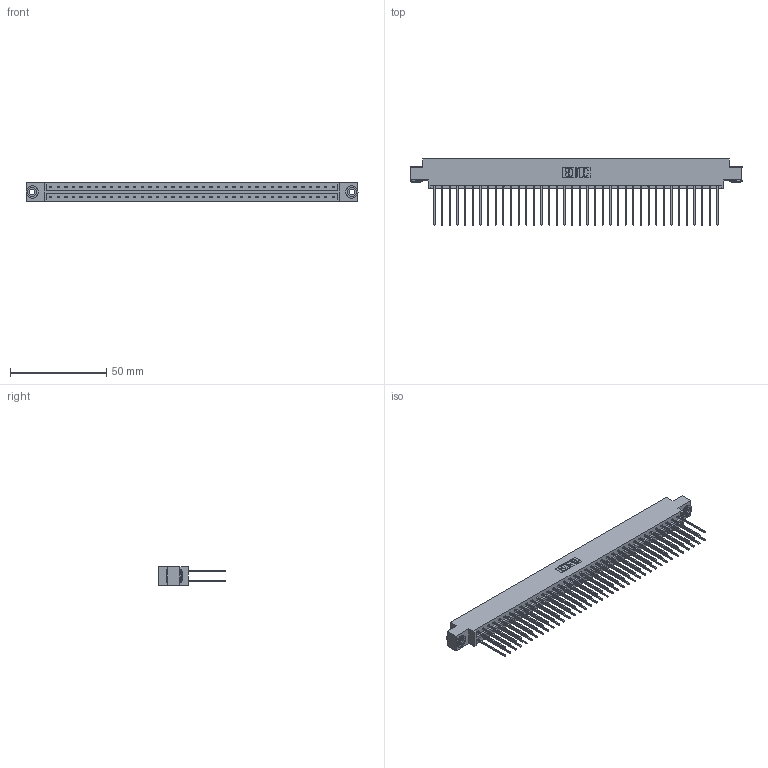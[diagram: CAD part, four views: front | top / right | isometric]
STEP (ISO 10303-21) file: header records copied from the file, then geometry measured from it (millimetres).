
FILE_DESCRIPTION (( 'STEP AP203' ), '1' );
FILE_NAME ('333-076-541-803.STEP', '2018-08-04T23:06:11', ( '' ), ( '' ), 'SwSTEP 2.0', 'SolidWorks 2016', '' );
FILE_SCHEMA (( 'CONFIG_CONTROL_DESIGN' ));
Length unit declared in the file: inch
Products named in the file (4): 333 Part_Offset - .156 Dia - TH; 345-292-001_345-293-141; 345-250-002_345-250-002-102; 333-076-541-803
Assembly tree (79 placements, depth 2):
  333-076-541-803
    333 Part_Offset - .156 Dia - TH
    345-292-001_345-293-141  x76
    345-250-002_345-250-002-102  x2
Bounding box: 172.11 x 34.3 x 9.4 mm (x, y, z)
Volume: 17761.7 mm3; surface area: 23568.6 mm2
Topology: 79 solids, 79 shells, 4108 faces, 12179 edges, 8014 vertices
Faces by surface type: plane 2820, cylinder 1280, cone 8
Entity records: 25764 total; most frequent: CARTESIAN_POINT 4253, ORIENTED_EDGE 4182, DIRECTION 3673, EDGE_CURVE 2091, LINE 1939, VECTOR 1939, VERTEX_POINT 1390, AXIS2_PLACEMENT_3D 867
